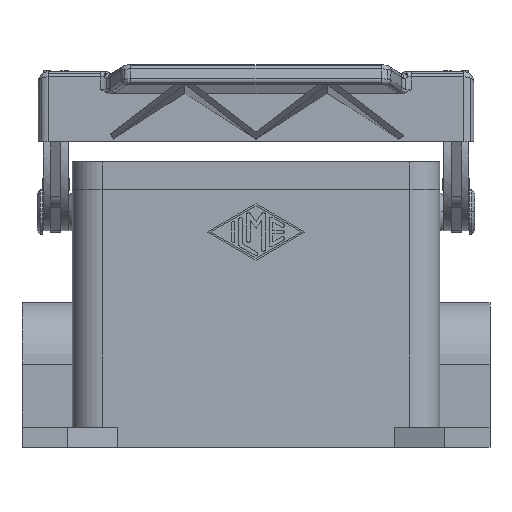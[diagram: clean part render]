
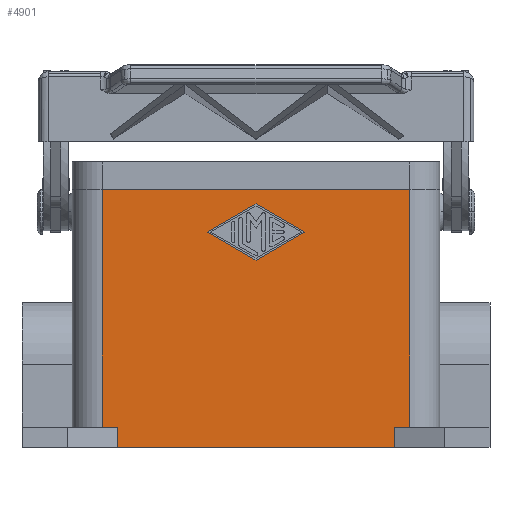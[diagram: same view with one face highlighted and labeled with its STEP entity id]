
A CAD part, front view. The second image highlights one B-rep face of the part: STEP entity #4901.
In plain terms, the highlighted planar face has unit normal (0, -1, 0).
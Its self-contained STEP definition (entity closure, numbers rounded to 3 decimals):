
#4059=CARTESIAN_POINT('',(-9.75,-21.75,15.));
#4060=VERTEX_POINT('',#4059);
#4067=CARTESIAN_POINT('',(0.,-21.75,9.375));
#4068=VERTEX_POINT('',#4067);
#4069=CARTESIAN_POINT('',(0.,-21.75,9.375));
#4070=DIRECTION('',(-0.866,0.0,0.5));
#4071=VECTOR('',#4070,11.256);
#4072=LINE('',#4069,#4071);
#4073=EDGE_CURVE('',#4068,#4060,#4072,.T.);
#4098=CARTESIAN_POINT('',(9.75,-21.75,15.));
#4099=VERTEX_POINT('',#4098);
#4100=CARTESIAN_POINT('',(9.75,-21.75,15.));
#4101=DIRECTION('',(-0.866,0.0,-0.5));
#4102=VECTOR('',#4101,11.256);
#4103=LINE('',#4100,#4102);
#4104=EDGE_CURVE('',#4099,#4068,#4103,.T.);
#4129=CARTESIAN_POINT('',(0.,-21.75,20.625));
#4130=VERTEX_POINT('',#4129);
#4131=CARTESIAN_POINT('',(0.,-21.75,20.625));
#4132=DIRECTION('',(0.866,0.0,-0.5));
#4133=VECTOR('',#4132,11.256);
#4134=LINE('',#4131,#4133);
#4135=EDGE_CURVE('',#4130,#4099,#4134,.T.);
#4158=CARTESIAN_POINT('',(-9.75,-21.75,15.));
#4159=DIRECTION('',(0.866,0.0,0.5));
#4160=VECTOR('',#4159,11.256);
#4161=LINE('',#4158,#4160);
#4162=EDGE_CURVE('',#4060,#4130,#4161,.T.);
#4824=CARTESIAN_POINT('',(27.75,-21.75,-28.0));
#4825=DIRECTION('',(0.0,-1.0,0.0));
#4826=DIRECTION('',(0.0,0.0,-1.0));
#4827=AXIS2_PLACEMENT_3D('',#4824,#4825,#4826);
#4828=PLANE('',#4827);
#4829=CARTESIAN_POINT('',(-27.75,-21.75,-28.0));
#4830=VERTEX_POINT('',#4829);
#4831=CARTESIAN_POINT('',(-27.75,-21.75,-24.));
#4832=VERTEX_POINT('',#4831);
#4833=CARTESIAN_POINT('',(-27.75,-21.75,-28.0));
#4834=DIRECTION('',(0.0,0.0,1.0));
#4835=VECTOR('',#4834,4.);
#4836=LINE('',#4833,#4835);
#4837=EDGE_CURVE('',#4830,#4832,#4836,.T.);
#4838=ORIENTED_EDGE('',*,*,#4837,.F.);
#4839=CARTESIAN_POINT('',(27.75,-21.75,-28.0));
#4840=VERTEX_POINT('',#4839);
#4841=CARTESIAN_POINT('',(27.75,-21.75,-28.0));
#4842=DIRECTION('',(-1.0,0.0,0.0));
#4843=VECTOR('',#4842,55.5);
#4844=LINE('',#4841,#4843);
#4845=EDGE_CURVE('',#4840,#4830,#4844,.T.);
#4846=ORIENTED_EDGE('',*,*,#4845,.F.);
#4847=CARTESIAN_POINT('',(27.75,-21.75,-24.));
#4848=VERTEX_POINT('',#4847);
#4849=CARTESIAN_POINT('',(27.75,-21.75,-28.0));
#4850=DIRECTION('',(0.0,0.0,1.0));
#4851=VECTOR('',#4850,4.);
#4852=LINE('',#4849,#4851);
#4853=EDGE_CURVE('',#4840,#4848,#4852,.T.);
#4854=ORIENTED_EDGE('',*,*,#4853,.T.);
#4855=CARTESIAN_POINT('',(30.75,-21.75,-24.));
#4856=VERTEX_POINT('',#4855);
#4857=CARTESIAN_POINT('',(30.75,-21.75,-24.));
#4858=DIRECTION('',(-1.0,0.0,0.0));
#4859=VECTOR('',#4858,3.);
#4860=LINE('',#4857,#4859);
#4861=EDGE_CURVE('',#4856,#4848,#4860,.T.);
#4862=ORIENTED_EDGE('',*,*,#4861,.F.);
#4863=CARTESIAN_POINT('',(30.75,-21.75,23.5));
#4864=VERTEX_POINT('',#4863);
#4865=CARTESIAN_POINT('',(30.75,-21.75,-24.));
#4866=DIRECTION('',(0.0,0.0,1.0));
#4867=VECTOR('',#4866,47.5);
#4868=LINE('',#4865,#4867);
#4869=EDGE_CURVE('',#4856,#4864,#4868,.T.);
#4870=ORIENTED_EDGE('',*,*,#4869,.T.);
#4871=CARTESIAN_POINT('',(-30.75,-21.75,23.5));
#4872=VERTEX_POINT('',#4871);
#4873=CARTESIAN_POINT('',(30.75,-21.75,23.5));
#4874=DIRECTION('',(-1.0,0.0,0.0));
#4875=VECTOR('',#4874,61.5);
#4876=LINE('',#4873,#4875);
#4877=EDGE_CURVE('',#4864,#4872,#4876,.T.);
#4878=ORIENTED_EDGE('',*,*,#4877,.T.);
#4879=CARTESIAN_POINT('',(-30.75,-21.75,-24.));
#4880=VERTEX_POINT('',#4879);
#4881=CARTESIAN_POINT('',(-30.75,-21.75,-24.));
#4882=DIRECTION('',(0.0,0.0,1.0));
#4883=VECTOR('',#4882,47.5);
#4884=LINE('',#4881,#4883);
#4885=EDGE_CURVE('',#4880,#4872,#4884,.T.);
#4886=ORIENTED_EDGE('',*,*,#4885,.F.);
#4887=CARTESIAN_POINT('',(-27.75,-21.75,-24.));
#4888=DIRECTION('',(-1.0,0.0,0.0));
#4889=VECTOR('',#4888,3.);
#4890=LINE('',#4887,#4889);
#4891=EDGE_CURVE('',#4832,#4880,#4890,.T.);
#4892=ORIENTED_EDGE('',*,*,#4891,.F.);
#4893=EDGE_LOOP('',(#4838,#4846,#4854,#4862,#4870,#4878,#4886,#4892));
#4894=FACE_OUTER_BOUND('',#4893,.T.);
#4895=ORIENTED_EDGE('',*,*,#4073,.T.);
#4896=ORIENTED_EDGE('',*,*,#4162,.T.);
#4897=ORIENTED_EDGE('',*,*,#4135,.T.);
#4898=ORIENTED_EDGE('',*,*,#4104,.T.);
#4899=EDGE_LOOP('',(#4895,#4896,#4897,#4898));
#4900=FACE_BOUND('',#4899,.T.);
#4901=ADVANCED_FACE('',(#4894,#4900),#4828,.T.);
